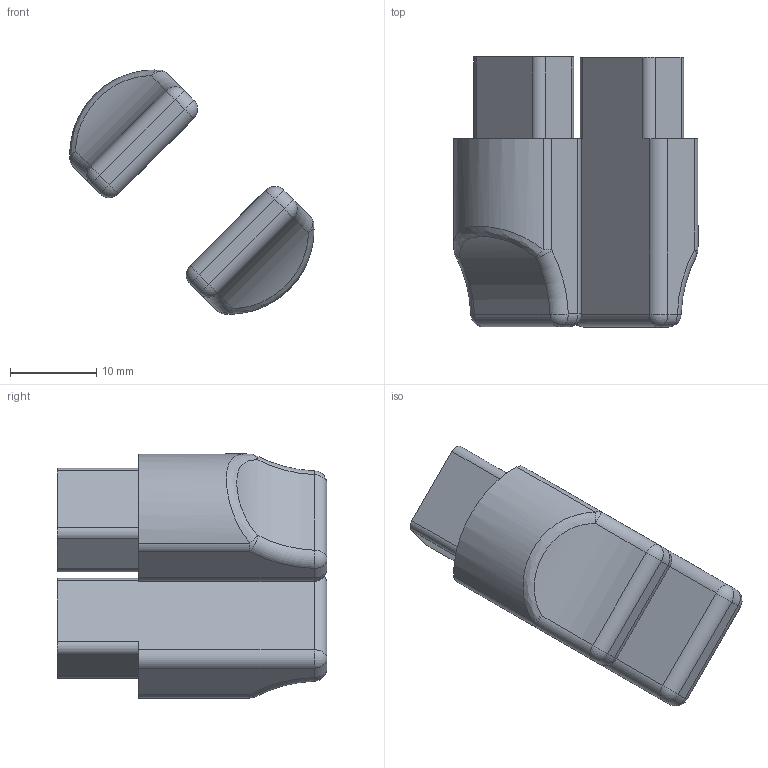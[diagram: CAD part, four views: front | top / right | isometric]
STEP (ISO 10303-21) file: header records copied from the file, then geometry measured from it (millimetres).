
FILE_DESCRIPTION(/* description */ (''),/* implementation_level */ '2;1');
FILE_NAME(/* name */ 'belt_tensioner_guides.step',/* time_stamp */ '2018-02-13T10:33:10+01:00',/* author */ (''),/* organization */ (''),/* preprocessor_version */ 'ST-DEVELOPER v16.13',/* originating_system */ 'Autodesk Translation Framework v6.5.0.72',/* authorisation */ '');
FILE_SCHEMA (('AUTOMOTIVE_DESIGN { 1 0 10303 214 3 1 1 }'));
Length unit declared in the file: millimetre
Products named in the file (2): (Unsaved); BeltTensionerGuides
Assembly tree (1 placements, depth 2):
  (Unsaved)
    BeltTensionerGuides
Bounding box: 28.33 x 31.34 x 28.33 mm (x, y, z)
Volume: 6283.4 mm3; surface area: 2886.3 mm2
Topology: 2 solids, 2 shells, 64 faces, 144 edges, 84 vertices
Faces by surface type: cylinder 28, plane 18, sphere 12, torus 4, bspline 2
Entity records: 1917 total; most frequent: CARTESIAN_POINT 397, DIRECTION 340, ORIENTED_EDGE 288, EDGE_CURVE 144, AXIS2_PLACEMENT_3D 135, VERTEX_POINT 84, LINE 70, VECTOR 70
